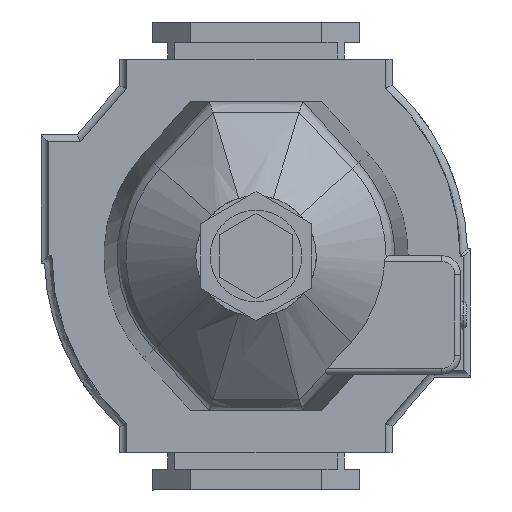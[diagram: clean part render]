
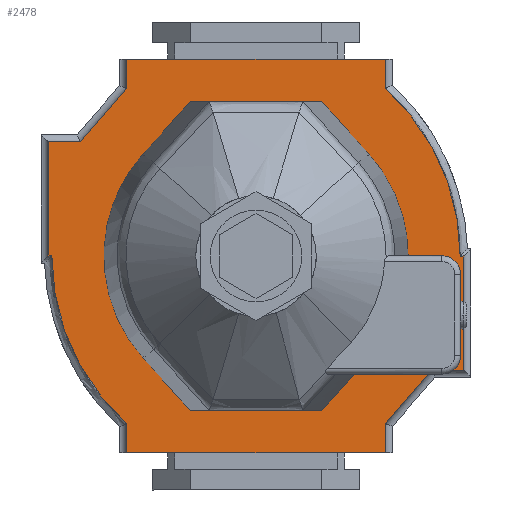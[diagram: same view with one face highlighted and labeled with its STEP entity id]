
A CAD part, front view. The second image highlights one B-rep face of the part: STEP entity #2478.
In plain terms, the highlighted face is planar.
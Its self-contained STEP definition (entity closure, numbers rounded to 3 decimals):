
#247 = CARTESIAN_POINT ( 'NONE',  ( 0., 0., 3.5 ) ) ;
#437 = ORIENTED_EDGE ( 'NONE', *, *, #5093, .F. ) ;
#450 = VERTEX_POINT ( 'NONE', #1055 ) ;
#478 = CARTESIAN_POINT ( 'NONE',  ( -19.5, 0., 35.5 ) ) ;
#498 = ORIENTED_EDGE ( 'NONE', *, *, #1006, .F. ) ;
#529 = CARTESIAN_POINT ( 'NONE',  ( 0., 0., -34.9 ) ) ;
#618 = VERTEX_POINT ( 'NONE', #2570 ) ;
#662 = EDGE_CURVE ( 'NONE', #5647, #9294, #758, .T. ) ;
#690 = CARTESIAN_POINT ( 'NONE',  ( 19.5, 0., -30. ) ) ;
#695 = VERTEX_POINT ( 'NONE', #1565 ) ;
#758 = CIRCLE ( 'NONE', #8551, 38.4 ) ;
#818 = CARTESIAN_POINT ( 'NONE',  ( 33.65, 0., 22.1 ) ) ;
#968 = ORIENTED_EDGE ( 'NONE', *, *, #3855, .F. ) ;
#1006 = EDGE_CURVE ( 'NONE', #4851, #5647, #5336, .T. ) ;
#1055 = CARTESIAN_POINT ( 'NONE',  ( 33.65, 0., -22.1 ) ) ;
#1205 = EDGE_CURVE ( 'NONE', #618, #6242, #8388, .T. ) ;
#1223 = VERTEX_POINT ( 'NONE', #7619 ) ;
#1243 = CARTESIAN_POINT ( 'NONE',  ( 33.65, 0., 22.1 ) ) ;
#1256 = VECTOR ( 'NONE', #1604, 1000. ) ;
#1281 = ORIENTED_EDGE ( 'NONE', *, *, #2735, .F. ) ;
#1315 = DIRECTION ( 'NONE',  ( 1., 0., 0. ) ) ;
#1353 = CARTESIAN_POINT ( 'NONE',  ( -33.65, 0., -22.1 ) ) ;
#1364 = AXIS2_PLACEMENT_3D ( 'NONE', #247, #2414, #6394 ) ;
#1424 = DIRECTION ( 'NONE',  ( -0.757, 0., -0.654 ) ) ;
#1558 = EDGE_CURVE ( 'NONE', #7861, #695, #5703, .T. ) ;
#1565 = CARTESIAN_POINT ( 'NONE',  ( -33.65, 0., 22.1 ) ) ;
#1604 = DIRECTION ( 'NONE',  ( 0., 0., 1. ) ) ;
#1717 = LINE ( 'NONE', #3985, #4604 ) ;
#1737 = CARTESIAN_POINT ( 'NONE',  ( 0., 0., -35.5 ) ) ;
#1738 = CARTESIAN_POINT ( 'NONE',  ( -33.65, 0., 22.1 ) ) ;
#2004 = CIRCLE ( 'NONE', #1364, 38.4 ) ;
#2020 = CARTESIAN_POINT ( 'NONE',  ( 28.65, 0., -22.1 ) ) ;
#2066 = EDGE_CURVE ( 'NONE', #3650, #3907, #8709, .T. ) ;
#2149 = DIRECTION ( 'NONE',  ( 1., 0., 0. ) ) ;
#2362 = DIRECTION ( 'NONE',  ( -1., 0., 0. ) ) ;
#2414 = DIRECTION ( 'NONE',  ( 0., -1., 0. ) ) ;
#2434 = CARTESIAN_POINT ( 'NONE',  ( 0., 0., -34.9 ) ) ;
#2478 = ADVANCED_FACE ( 'NONE', ( #3822 ), #7694, .T. ) ;
#2546 = DIRECTION ( 'NONE',  ( 0., 0., 1. ) ) ;
#2570 = CARTESIAN_POINT ( 'NONE',  ( 19.5, 0., -35.5 ) ) ;
#2735 = EDGE_CURVE ( 'NONE', #6242, #4010, #2828, .T. ) ;
#2828 = LINE ( 'NONE', #5926, #3255 ) ;
#2856 = CARTESIAN_POINT ( 'NONE',  ( -19.5, 0., 30. ) ) ;
#3230 = VERTEX_POINT ( 'NONE', #2856 ) ;
#3255 = VECTOR ( 'NONE', #4307, 1000. ) ;
#3266 = CARTESIAN_POINT ( 'NONE',  ( 0., 0., -35.5 ) ) ;
#3306 = CARTESIAN_POINT ( 'NONE',  ( 0., 0., 35.5 ) ) ;
#3346 = CARTESIAN_POINT ( 'NONE',  ( 28.622, 0., 22.1 ) ) ;
#3548 = LINE ( 'NONE', #6656, #7169 ) ;
#3600 = VECTOR ( 'NONE', #1424, 1000. ) ;
#3646 = AXIS2_PLACEMENT_3D ( 'NONE', #4903, #7074, #8804 ) ;
#3650 = VERTEX_POINT ( 'NONE', #529 ) ;
#3681 = LINE ( 'NONE', #3725, #7983 ) ;
#3713 = LINE ( 'NONE', #7747, #9853 ) ;
#3725 = CARTESIAN_POINT ( 'NONE',  ( -33.65, 0., -22.1 ) ) ;
#3765 = DIRECTION ( 'NONE',  ( 0., 0., 1. ) ) ;
#3807 = EDGE_CURVE ( 'NONE', #8396, #8394, #7077, .T. ) ;
#3822 = FACE_OUTER_BOUND ( 'NONE', #4172, .T. ) ;
#3855 = EDGE_CURVE ( 'NONE', #5293, #1223, #3681, .T. ) ;
#3865 = ORIENTED_EDGE ( 'NONE', *, *, #8806, .F. ) ;
#3907 = VERTEX_POINT ( 'NONE', #3266 ) ;
#3985 = CARTESIAN_POINT ( 'NONE',  ( 33.65, 0., -22.1 ) ) ;
#4010 = VERTEX_POINT ( 'NONE', #9356 ) ;
#4161 = DIRECTION ( 'NONE',  ( 0., 0., -1. ) ) ;
#4172 = EDGE_LOOP ( 'NONE', ( #9236, #9820, #968, #5025, #7740, #7891, #9182, #6243, #3865, #8805, #498, #5727, #437, #1281, #5912, #6038 ) ) ;
#4307 = DIRECTION ( 'NONE',  ( 0.757, 0., 0.654 ) ) ;
#4310 = EDGE_CURVE ( 'NONE', #3230, #7861, #9269, .T. ) ;
#4328 = CARTESIAN_POINT ( 'NONE',  ( -28.65, 0., 22.1 ) ) ;
#4542 = CARTESIAN_POINT ( 'NONE',  ( -28.65, 0., 22.1 ) ) ;
#4604 = VECTOR ( 'NONE', #2546, 1000. ) ;
#4609 = VECTOR ( 'NONE', #6633, 1000. ) ;
#4611 = CARTESIAN_POINT ( 'NONE',  ( 0., 0., -3.5 ) ) ;
#4791 = DIRECTION ( 'NONE',  ( 1., 0., 0. ) ) ;
#4851 = VERTEX_POINT ( 'NONE', #1243 ) ;
#4898 = EDGE_CURVE ( 'NONE', #8394, #3230, #3548, .T. ) ;
#4903 = CARTESIAN_POINT ( 'NONE',  ( 0., 0., 0. ) ) ;
#5025 = ORIENTED_EDGE ( 'NONE', *, *, #8004, .F. ) ;
#5093 = EDGE_CURVE ( 'NONE', #4010, #450, #8208, .T. ) ;
#5293 = VERTEX_POINT ( 'NONE', #1353 ) ;
#5336 = LINE ( 'NONE', #818, #5594 ) ;
#5567 = CARTESIAN_POINT ( 'NONE',  ( 0., 0., 34.9 ) ) ;
#5594 = VECTOR ( 'NONE', #2362, 1000. ) ;
#5647 = VERTEX_POINT ( 'NONE', #3346 ) ;
#5703 = LINE ( 'NONE', #4328, #4609 ) ;
#5727 = ORIENTED_EDGE ( 'NONE', *, *, #8585, .F. ) ;
#5912 = ORIENTED_EDGE ( 'NONE', *, *, #1205, .F. ) ;
#5926 = CARTESIAN_POINT ( 'NONE',  ( 19.5, 0., -30. ) ) ;
#5956 = DIRECTION ( 'NONE',  ( 0., 0., -1. ) ) ;
#6038 = ORIENTED_EDGE ( 'NONE', *, *, #9778, .F. ) ;
#6054 = CARTESIAN_POINT ( 'NONE',  ( 0., 0., 35.5 ) ) ;
#6242 = VERTEX_POINT ( 'NONE', #690 ) ;
#6243 = ORIENTED_EDGE ( 'NONE', *, *, #3807, .F. ) ;
#6394 = DIRECTION ( 'NONE',  ( 0., 0., 1. ) ) ;
#6395 = VECTOR ( 'NONE', #4791, 1000. ) ;
#6568 = VECTOR ( 'NONE', #4161, 1000. ) ;
#6593 = LINE ( 'NONE', #1738, #9207 ) ;
#6633 = DIRECTION ( 'NONE',  ( -1., 0., 0. ) ) ;
#6656 = CARTESIAN_POINT ( 'NONE',  ( -19.5, 0., 35.5 ) ) ;
#7074 = DIRECTION ( 'NONE',  ( 0., 1., 0. ) ) ;
#7077 = LINE ( 'NONE', #3306, #7831 ) ;
#7169 = VECTOR ( 'NONE', #9771, 1000. ) ;
#7180 = DIRECTION ( 'NONE',  ( -1., 0., 0. ) ) ;
#7262 = DIRECTION ( 'NONE',  ( 0., 0., -1. ) ) ;
#7619 = CARTESIAN_POINT ( 'NONE',  ( -28.622, 0., -22.1 ) ) ;
#7694 = PLANE ( 'NONE',  #3646 ) ;
#7740 = ORIENTED_EDGE ( 'NONE', *, *, #1558, .F. ) ;
#7747 = CARTESIAN_POINT ( 'NONE',  ( 0., 0., 34.9 ) ) ;
#7795 = DIRECTION ( 'NONE',  ( 0., -1., 0. ) ) ;
#7831 = VECTOR ( 'NONE', #7180, 1000. ) ;
#7839 = VECTOR ( 'NONE', #2149, 1000. ) ;
#7861 = VERTEX_POINT ( 'NONE', #4542 ) ;
#7891 = ORIENTED_EDGE ( 'NONE', *, *, #4310, .F. ) ;
#7983 = VECTOR ( 'NONE', #1315, 1000. ) ;
#8004 = EDGE_CURVE ( 'NONE', #695, #5293, #6593, .T. ) ;
#8208 = LINE ( 'NONE', #2020, #7839 ) ;
#8388 = LINE ( 'NONE', #9296, #1256 ) ;
#8394 = VERTEX_POINT ( 'NONE', #478 ) ;
#8396 = VERTEX_POINT ( 'NONE', #6054 ) ;
#8551 = AXIS2_PLACEMENT_3D ( 'NONE', #4611, #7795, #7262 ) ;
#8585 = EDGE_CURVE ( 'NONE', #450, #4851, #1717, .T. ) ;
#8685 = LINE ( 'NONE', #1737, #6395 ) ;
#8709 = LINE ( 'NONE', #2434, #6568 ) ;
#8804 = DIRECTION ( 'NONE',  ( 0., 0., 1. ) ) ;
#8805 = ORIENTED_EDGE ( 'NONE', *, *, #662, .F. ) ;
#8806 = EDGE_CURVE ( 'NONE', #9294, #8396, #3713, .T. ) ;
#9076 = CARTESIAN_POINT ( 'NONE',  ( -19.5, 0., 30. ) ) ;
#9182 = ORIENTED_EDGE ( 'NONE', *, *, #4898, .F. ) ;
#9207 = VECTOR ( 'NONE', #5956, 1000. ) ;
#9236 = ORIENTED_EDGE ( 'NONE', *, *, #2066, .F. ) ;
#9269 = LINE ( 'NONE', #9076, #3600 ) ;
#9294 = VERTEX_POINT ( 'NONE', #5567 ) ;
#9296 = CARTESIAN_POINT ( 'NONE',  ( 19.5, 0., -35.5 ) ) ;
#9356 = CARTESIAN_POINT ( 'NONE',  ( 28.65, 0., -22.1 ) ) ;
#9709 = EDGE_CURVE ( 'NONE', #1223, #3650, #2004, .T. ) ;
#9771 = DIRECTION ( 'NONE',  ( 0., 0., -1. ) ) ;
#9778 = EDGE_CURVE ( 'NONE', #3907, #618, #8685, .T. ) ;
#9820 = ORIENTED_EDGE ( 'NONE', *, *, #9709, .F. ) ;
#9853 = VECTOR ( 'NONE', #3765, 1000. ) ;
